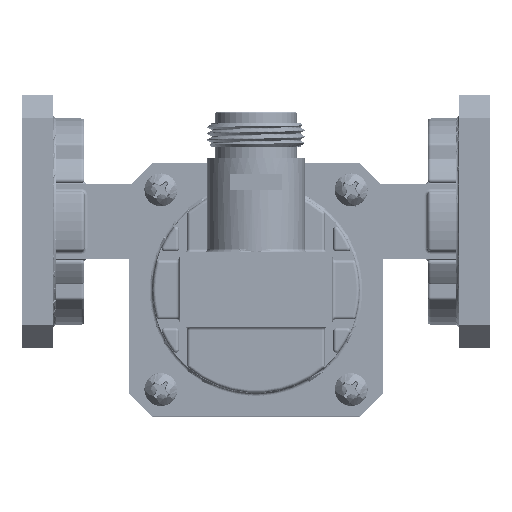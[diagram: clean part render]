
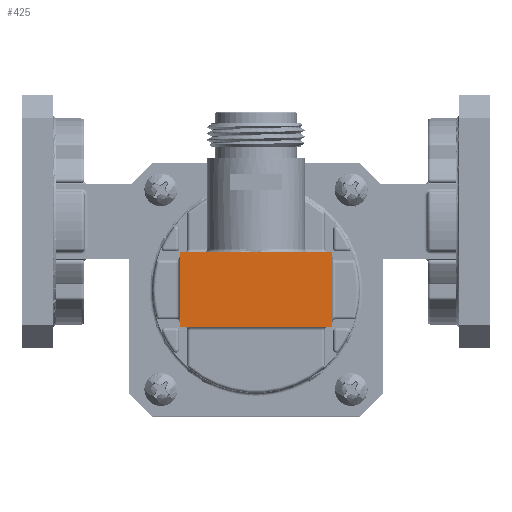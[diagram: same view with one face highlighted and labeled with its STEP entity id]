
A CAD part, top view. The second image highlights one B-rep face of the part: STEP entity #425.
In plain terms, the highlighted face is planar.
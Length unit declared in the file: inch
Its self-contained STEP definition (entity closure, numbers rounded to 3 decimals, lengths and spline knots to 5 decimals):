
#425 = ADVANCED_FACE ( 'NONE', ( #8034 ), #13690, .F. ) ;
#1643 = VECTOR ( 'NONE', #31151, 39.37008 ) ;
#1870 = VECTOR ( 'NONE', #41571, 39.37008 ) ;
#2090 = CARTESIAN_POINT ( 'NONE',  ( -0.49, 0.24, -0.75 ) ) ;
#2299 = VERTEX_POINT ( 'NONE', #34412 ) ;
#3029 = DIRECTION ( 'NONE',  ( 1., 0., 0. ) ) ;
#5013 = EDGE_CURVE ( 'NONE', #2299, #39260, #35723, .T. ) ;
#6363 = EDGE_CURVE ( 'NONE', #39260, #46029, #36709, .T. ) ;
#7879 = VECTOR ( 'NONE', #19916, 39.37008 ) ;
#8034 = FACE_OUTER_BOUND ( 'NONE', #32391, .T. ) ;
#8398 = EDGE_CURVE ( 'NONE', #19727, #17059, #14331, .T. ) ;
#8739 = CARTESIAN_POINT ( 'NONE',  ( -0.49, -0.24, -0.75 ) ) ;
#9095 = VERTEX_POINT ( 'NONE', #47482 ) ;
#9102 = CARTESIAN_POINT ( 'NONE',  ( 0.49, -0.24, -0.75 ) ) ;
#10860 = LINE ( 'NONE', #39522, #29347 ) ;
#10953 = ORIENTED_EDGE ( 'NONE', *, *, #12078, .F. ) ;
#11600 = ORIENTED_EDGE ( 'NONE', *, *, #14494, .F. ) ;
#12078 = EDGE_CURVE ( 'NONE', #17059, #45375, #29024, .T. ) ;
#12698 = AXIS2_PLACEMENT_3D ( 'NONE', #24011, #31810, #3029 ) ;
#13690 = PLANE ( 'NONE',  #12698 ) ;
#13850 = CARTESIAN_POINT ( 'NONE',  ( 0.49, 0.24, -0.75 ) ) ;
#14331 = LINE ( 'NONE', #2090, #1643 ) ;
#14494 = EDGE_CURVE ( 'NONE', #9095, #2299, #30411, .T. ) ;
#15711 = CARTESIAN_POINT ( 'NONE',  ( -0.49, 0.24, -0.75 ) ) ;
#16192 = CARTESIAN_POINT ( 'NONE',  ( -0.11358, 0.24, -0.75 ) ) ;
#16225 = ORIENTED_EDGE ( 'NONE', *, *, #5013, .F. ) ;
#16293 = DIRECTION ( 'NONE',  ( -1., 0., 0. ) ) ;
#17059 = VERTEX_POINT ( 'NONE', #16192 ) ;
#17619 = ORIENTED_EDGE ( 'NONE', *, *, #6363, .F. ) ;
#19727 = VERTEX_POINT ( 'NONE', #22680 ) ;
#19916 = DIRECTION ( 'NONE',  ( 0., 1., 0. ) ) ;
#20073 = EDGE_CURVE ( 'NONE', #45375, #9095, #10860, .T. ) ;
#22074 = CARTESIAN_POINT ( 'NONE',  ( -0.49, 0.24, -0.75 ) ) ;
#22680 = CARTESIAN_POINT ( 'NONE',  ( 0., 0.24, -0.75 ) ) ;
#23625 = CARTESIAN_POINT ( 'NONE',  ( 0.11358, 0.24, -0.75 ) ) ;
#24011 = CARTESIAN_POINT ( 'NONE',  ( 0., 0., -0.75 ) ) ;
#24378 = VECTOR ( 'NONE', #16293, 39.37008 ) ;
#26950 = DIRECTION ( 'NONE',  ( 1., 0., 0. ) ) ;
#29024 = LINE ( 'NONE', #42287, #24378 ) ;
#29347 = VECTOR ( 'NONE', #35200, 39.37008 ) ;
#30411 = LINE ( 'NONE', #8739, #38433 ) ;
#31151 = DIRECTION ( 'NONE',  ( -1., 0., 0. ) ) ;
#31810 = DIRECTION ( 'NONE',  ( 0., 0., 1. ) ) ;
#32391 = EDGE_LOOP ( 'NONE', ( #11600, #46479, #10953, #38251, #35655, #17619, #16225 ) ) ;
#34412 = CARTESIAN_POINT ( 'NONE',  ( 0.49, -0.24, -0.75 ) ) ;
#34830 = LINE ( 'NONE', #15711, #1870 ) ;
#35200 = DIRECTION ( 'NONE',  ( 0., -1., 0. ) ) ;
#35655 = ORIENTED_EDGE ( 'NONE', *, *, #39582, .F. ) ;
#35723 = LINE ( 'NONE', #9102, #7879 ) ;
#36709 = LINE ( 'NONE', #22074, #37831 ) ;
#37831 = VECTOR ( 'NONE', #47439, 39.37008 ) ;
#38251 = ORIENTED_EDGE ( 'NONE', *, *, #8398, .F. ) ;
#38374 = CARTESIAN_POINT ( 'NONE',  ( -0.49, 0.24, -0.75 ) ) ;
#38433 = VECTOR ( 'NONE', #26950, 39.37008 ) ;
#39260 = VERTEX_POINT ( 'NONE', #13850 ) ;
#39522 = CARTESIAN_POINT ( 'NONE',  ( -0.49, -0.24, -0.75 ) ) ;
#39582 = EDGE_CURVE ( 'NONE', #46029, #19727, #34830, .T. ) ;
#41571 = DIRECTION ( 'NONE',  ( -1., 0., 0. ) ) ;
#42287 = CARTESIAN_POINT ( 'NONE',  ( -0.49, 0.24, -0.75 ) ) ;
#45375 = VERTEX_POINT ( 'NONE', #38374 ) ;
#46029 = VERTEX_POINT ( 'NONE', #23625 ) ;
#46479 = ORIENTED_EDGE ( 'NONE', *, *, #20073, .F. ) ;
#47439 = DIRECTION ( 'NONE',  ( -1., 0., 0. ) ) ;
#47482 = CARTESIAN_POINT ( 'NONE',  ( -0.49, -0.24, -0.75 ) ) ;
